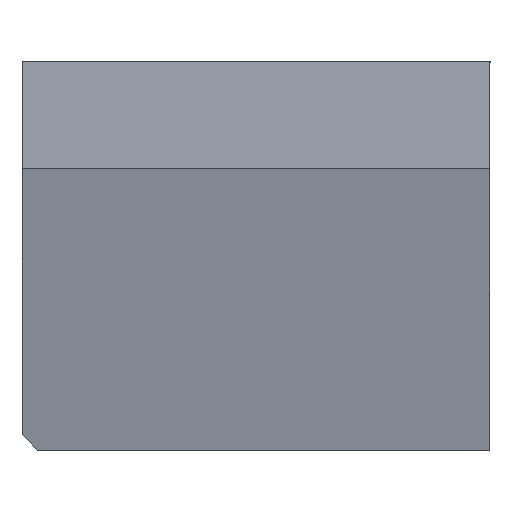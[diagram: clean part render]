
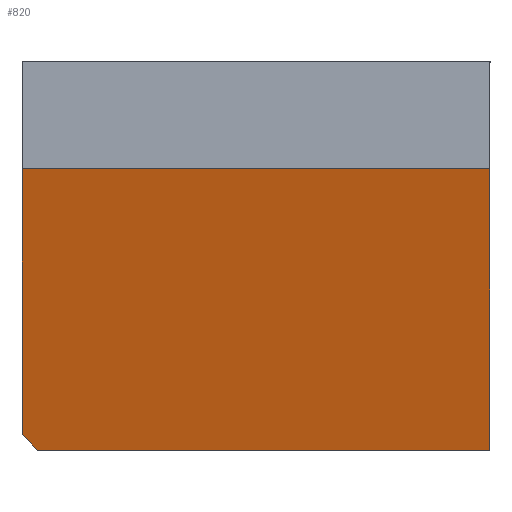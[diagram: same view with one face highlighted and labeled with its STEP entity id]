
A CAD part, left-side view. The second image highlights one B-rep face of the part: STEP entity #820.
In plain terms, the highlighted planar face has unit normal (-0.943, 0.334, 0).
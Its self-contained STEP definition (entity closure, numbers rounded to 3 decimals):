
#820=ADVANCED_FACE('NONE',(#2008),#2009,.F.);
#2008=FACE_OUTER_BOUND('',#3541,.T.);
#2009=PLANE('',#3542);
#3541=EDGE_LOOP('',(#6665,#6666,#6667,#6668,#6669));
#3542=AXIS2_PLACEMENT_3D('',#6670,#6671,#6672);
#6665=ORIENTED_EDGE('',*,*,#10422,.T.);
#6666=ORIENTED_EDGE('',*,*,#10728,.T.);
#6667=ORIENTED_EDGE('',*,*,#10729,.T.);
#6668=ORIENTED_EDGE('',*,*,#10394,.F.);
#6669=ORIENTED_EDGE('',*,*,#10730,.T.);
#6670=CARTESIAN_POINT('',(-10.463,-29.5,49.0));
#6671=DIRECTION('',(0.942,-0.334,0.0));
#6672=DIRECTION('',(0.0,0.0,-1.0));
#10394=EDGE_CURVE('NONE',#13039,#13041,#13042,.T.);
#10422=EDGE_CURVE('NONE',#13075,#13073,#13076,.T.);
#10728=EDGE_CURVE('NONE',#13073,#13584,#13585,.T.);
#10729=EDGE_CURVE('NONE',#13584,#13041,#13586,.T.);
#10730=EDGE_CURVE('NONE',#13039,#13075,#13587,.T.);
#13039=VERTEX_POINT('NONE',#16661);
#13041=VERTEX_POINT('NONE',#16664);
#13042=LINE('',#16665,#16666);
#13073=VERTEX_POINT('NONE',#16703);
#13075=VERTEX_POINT('NONE',#16706);
#13076=LINE('',#16707,#16708);
#13584=VERTEX_POINT('NONE',#17518);
#13585=LINE('',#17519,#17520);
#13586=LINE('',#17521,#17522);
#13587=LINE('',#17523,#17524);
#16661=CARTESIAN_POINT('',(-10.463,-29.5,35.5));
#16664=CARTESIAN_POINT('',(-10.463,-29.5,0.0));
#16665=CARTESIAN_POINT('',(-10.463,-29.5,49.0));
#16666=VECTOR('',#19352,1000.0);
#16703=CARTESIAN_POINT('',(10.463,29.5,2.));
#16706=CARTESIAN_POINT('',(10.463,29.5,35.5));
#16707=CARTESIAN_POINT('',(10.463,29.5,49.0));
#16708=VECTOR('',#19414,1000.0);
#17518=CARTESIAN_POINT('',(9.754,27.5,0.0));
#17519=CARTESIAN_POINT('',(10.463,29.5,2.0));
#17520=VECTOR('',#19723,1000.0);
#17521=CARTESIAN_POINT('',(-10.463,-29.5,0.0));
#17522=VECTOR('',#19724,1000.0);
#17523=CARTESIAN_POINT('',(-10.463,-29.5,35.5));
#17524=VECTOR('',#19725,1000.0);
#19352=DIRECTION('',(-0.0,-0.0,-1.0));
#19414=DIRECTION('',(-0.0,-0.0,-1.0));
#19723=DIRECTION('',(-0.243,-0.686,-0.686));
#19724=DIRECTION('',(-0.334,-0.942,-0.0));
#19725=DIRECTION('',(0.334,0.942,0.0));
